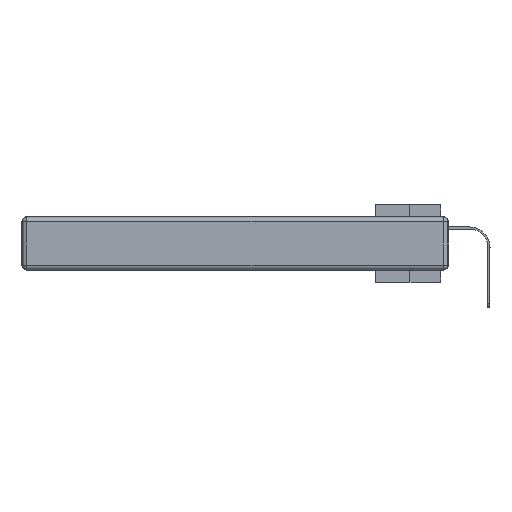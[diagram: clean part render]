
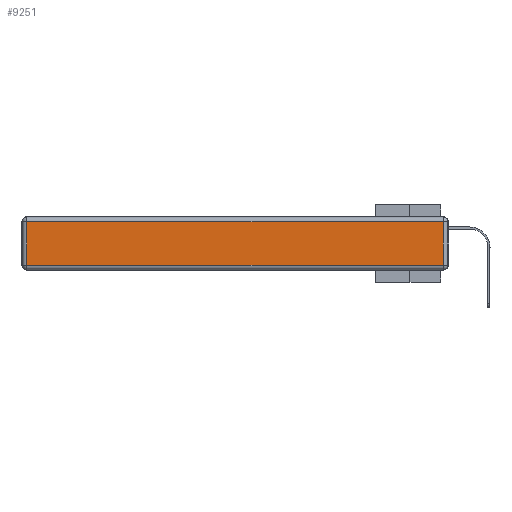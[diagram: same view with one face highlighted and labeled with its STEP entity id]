
A CAD part, left-side view. The second image highlights one B-rep face of the part: STEP entity #9251.
In plain terms, the highlighted planar face has unit normal (-1, 0, 0).
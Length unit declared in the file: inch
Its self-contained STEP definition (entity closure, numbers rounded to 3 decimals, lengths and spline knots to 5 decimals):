
#1477 = EDGE_CURVE ( 'NONE', #18110, #17078, #11208, .T. ) ;
#1937 = VERTEX_POINT ( 'NONE', #16827 ) ;
#2360 = CARTESIAN_POINT ( 'NONE',  ( 0., 0.03, -0.03 ) ) ;
#4401 = DIRECTION ( 'NONE',  ( 0., 0., 1. ) ) ;
#5771 = CARTESIAN_POINT ( 'NONE',  ( 0., 0., -0.343 ) ) ;
#5788 = ORIENTED_EDGE ( 'NONE', *, *, #17449, .T. ) ;
#5820 = DIRECTION ( 'NONE',  ( 0., -1., 0. ) ) ;
#6916 = AXIS2_PLACEMENT_3D ( 'NONE', #5771, #33808, #19718 ) ;
#7160 = LINE ( 'NONE', #18498, #20073 ) ;
#8105 = EDGE_LOOP ( 'NONE', ( #12055, #25513, #15225, #5788 ) ) ;
#9251 = ADVANCED_FACE ( 'NONE', ( #22481 ), #31217, .T. ) ;
#10873 = VECTOR ( 'NONE', #5820, 39.37008 ) ;
#11072 = DIRECTION ( 'NONE',  ( 0., 1., 0. ) ) ;
#11208 = LINE ( 'NONE', #11596, #10873 ) ;
#11596 = CARTESIAN_POINT ( 'NONE',  ( 0., 0., -0.313 ) ) ;
#12055 = ORIENTED_EDGE ( 'NONE', *, *, #1477, .T. ) ;
#13884 = LINE ( 'NONE', #28147, #27322 ) ;
#15225 = ORIENTED_EDGE ( 'NONE', *, *, #18039, .T. ) ;
#16827 = CARTESIAN_POINT ( 'NONE',  ( 0., 2.72, -0.03 ) ) ;
#17078 = VERTEX_POINT ( 'NONE', #19755 ) ;
#17449 = EDGE_CURVE ( 'NONE', #1937, #18110, #36182, .T. ) ;
#18039 = EDGE_CURVE ( 'NONE', #34421, #1937, #13884, .T. ) ;
#18110 = VERTEX_POINT ( 'NONE', #29598 ) ;
#18498 = CARTESIAN_POINT ( 'NONE',  ( 0., 0.03, -0.343 ) ) ;
#19718 = DIRECTION ( 'NONE',  ( 0., 0., 1. ) ) ;
#19755 = CARTESIAN_POINT ( 'NONE',  ( 0., 0.03, -0.313 ) ) ;
#20073 = VECTOR ( 'NONE', #4401, 39.37008 ) ;
#22481 = FACE_OUTER_BOUND ( 'NONE', #8105, .T. ) ;
#23136 = VECTOR ( 'NONE', #33052, 39.37008 ) ;
#25513 = ORIENTED_EDGE ( 'NONE', *, *, #34898, .T. ) ;
#27107 = CARTESIAN_POINT ( 'NONE',  ( 0., 2.72, -0.343 ) ) ;
#27322 = VECTOR ( 'NONE', #11072, 39.37008 ) ;
#28147 = CARTESIAN_POINT ( 'NONE',  ( 0., 2.75, -0.03 ) ) ;
#29598 = CARTESIAN_POINT ( 'NONE',  ( 0., 2.72, -0.313 ) ) ;
#31217 = PLANE ( 'NONE',  #6916 ) ;
#33052 = DIRECTION ( 'NONE',  ( 0., 0., -1. ) ) ;
#33808 = DIRECTION ( 'NONE',  ( -1., 0., 0. ) ) ;
#34421 = VERTEX_POINT ( 'NONE', #2360 ) ;
#34898 = EDGE_CURVE ( 'NONE', #17078, #34421, #7160, .T. ) ;
#36182 = LINE ( 'NONE', #27107, #23136 ) ;
